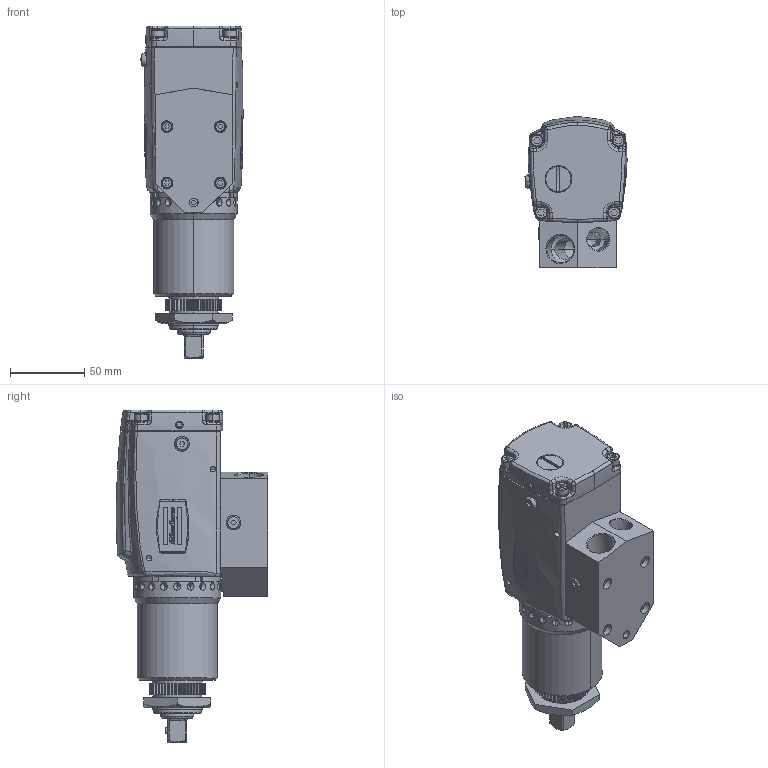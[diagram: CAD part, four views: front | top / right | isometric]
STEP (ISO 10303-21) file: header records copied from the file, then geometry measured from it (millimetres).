
FILE_DESCRIPTION((''),'2;1');
FILE_NAME('8431080806_ASM','2014-11-24T',('tooextcsr'),(''),'PRO/ENGINEER BY PARAMETRIC TECHNOLOGY CORPORATION, 2013410','PRO/ENGINEER BY PARAMETRIC TECHNOLOGY CORPORATION, 2013410','');
FILE_SCHEMA(('CONFIG_CONTROL_DESIGN','GEOMETRIC_VALIDATION_PROPERTIES_MIM'));
Products named in the file (26): 4210461503; 4150175706; 4210461523_ASM; 4210461563_ASM; 4210347301; 0211117700; 4210463600; 0333317507; 0211121000; 0300027528; 0215000365; 0194124700; 4210227000; 0192120200; 4210461564_ASM; 4210217601; 4210222100; 4250105300_MED; 4250105100_OLD; 4210222180_ASM; 4210222600; 0516400038; 4210222680_ASM; 4210222686_ASM; 4210221800; 8431080806_ASM
Assembly tree (36 placements, depth 5):
  8431080806_ASM
    4210461564_ASM
      4210461563_ASM
        4210461523_ASM
          4210461503
          4150175706  x2
      4210347301
      0211117700  x4
      4210463600
      0333317507  x4
      0211121000  x4
      0300027528
      0215000365  x2
      0194124700
      4210227000
      0192120200
    4210222686_ASM
      4210217601
      4210222180_ASM
        4210222100
        4250105300_MED
        4250105100_OLD
      4210222680_ASM
        4210222600
        0516400038
    4210221800
Bounding box: 68.73 x 101.95 x 223.6 mm (x, y, z)
Volume: 398409.2 mm3; surface area: 191972.7 mm2
Topology: 30 solids, 47 shells, 2409 faces, 6260 edges, 3975 vertices
Faces by surface type: plane 922, cylinder 684, cone 269, bspline 213, extrusion 199, torus 108, sphere 14
Entity records: 95023 total; most frequent: CARTESIAN_POINT 26732, ORIENTED_EDGE 10719, DIRECTION 10281, PRESENTATION_STYLE_ASSIGNMENT 5436, STYLED_ITEM 5432, CURVE_STYLE 5396, EDGE_CURVE 5396, AXIS2_PLACEMENT_3D 3819
